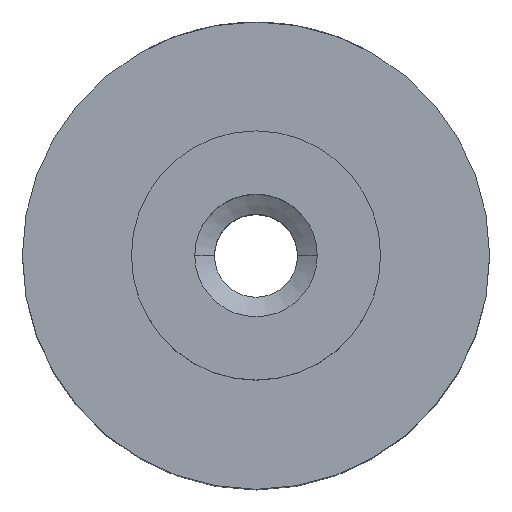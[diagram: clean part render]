
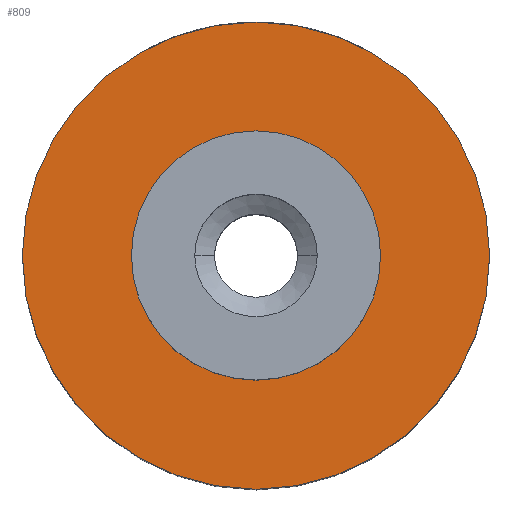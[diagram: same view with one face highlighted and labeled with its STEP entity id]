
A CAD part, top view. The second image highlights one B-rep face of the part: STEP entity #809.
In plain terms, the highlighted planar face has unit normal (0, 0, 1).
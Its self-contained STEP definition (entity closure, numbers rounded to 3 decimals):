
#1 = DIRECTION ( 'NONE',  ( 0., 0., -1. ) ) ;
#45 = AXIS2_PLACEMENT_3D ( 'NONE', #794, #946, #693 ) ;
#74 = FACE_OUTER_BOUND ( 'NONE', #804, .T. ) ;
#78 = AXIS2_PLACEMENT_3D ( 'NONE', #625, #1, #801 ) ;
#94 = DIRECTION ( 'NONE',  ( 0., 0., -1. ) ) ;
#110 = ORIENTED_EDGE ( 'NONE', *, *, #789, .F. ) ;
#172 = CIRCLE ( 'NONE', #729, 22.5 ) ;
#176 = ORIENTED_EDGE ( 'NONE', *, *, #452, .F. ) ;
#182 = DIRECTION ( 'NONE',  ( 0., 0., -1. ) ) ;
#188 = EDGE_CURVE ( 'NONE', #367, #954, #1012, .T. ) ;
#263 = PLANE ( 'NONE',  #45 ) ;
#324 = CARTESIAN_POINT ( 'NONE',  ( 0., 0., 20. ) ) ;
#325 = CARTESIAN_POINT ( 'NONE',  ( -22.5, 0., 20. ) ) ;
#331 = ORIENTED_EDGE ( 'NONE', *, *, #774, .T. ) ;
#332 = CARTESIAN_POINT ( 'NONE',  ( 0., 0., 20. ) ) ;
#367 = VERTEX_POINT ( 'NONE', #523 ) ;
#401 = CARTESIAN_POINT ( 'NONE',  ( 0., 0., 20. ) ) ;
#404 = DIRECTION ( 'NONE',  ( 0., 0., -1. ) ) ;
#452 = EDGE_CURVE ( 'NONE', #495, #745, #172, .T. ) ;
#490 = CIRCLE ( 'NONE', #650, 12. ) ;
#495 = VERTEX_POINT ( 'NONE', #325 ) ;
#515 = ORIENTED_EDGE ( 'NONE', *, *, #188, .T. ) ;
#520 = CARTESIAN_POINT ( 'NONE',  ( 12., 0., 20. ) ) ;
#523 = CARTESIAN_POINT ( 'NONE',  ( -12., 0., 20. ) ) ;
#529 = EDGE_LOOP ( 'NONE', ( #331, #515 ) ) ;
#537 = DIRECTION ( 'NONE',  ( -1., 0., 0. ) ) ;
#623 = FACE_BOUND ( 'NONE', #529, .T. ) ;
#625 = CARTESIAN_POINT ( 'NONE',  ( 0., 0., 20. ) ) ;
#632 = CIRCLE ( 'NONE', #751, 22.5 ) ;
#633 = DIRECTION ( 'NONE',  ( -1., 0., 0. ) ) ;
#650 = AXIS2_PLACEMENT_3D ( 'NONE', #324, #404, #537 ) ;
#693 = DIRECTION ( 'NONE',  ( -1., 0., 0. ) ) ;
#729 = AXIS2_PLACEMENT_3D ( 'NONE', #401, #94, #942 ) ;
#745 = VERTEX_POINT ( 'NONE', #950 ) ;
#751 = AXIS2_PLACEMENT_3D ( 'NONE', #332, #182, #633 ) ;
#774 = EDGE_CURVE ( 'NONE', #954, #367, #490, .T. ) ;
#789 = EDGE_CURVE ( 'NONE', #745, #495, #632, .T. ) ;
#794 = CARTESIAN_POINT ( 'NONE',  ( 0., 0., 20. ) ) ;
#801 = DIRECTION ( 'NONE',  ( -1., 0., 0. ) ) ;
#804 = EDGE_LOOP ( 'NONE', ( #110, #176 ) ) ;
#809 = ADVANCED_FACE ( 'NONE', ( #74, #623 ), #263, .T. ) ;
#942 = DIRECTION ( 'NONE',  ( -1., 0., 0. ) ) ;
#946 = DIRECTION ( 'NONE',  ( 0., 0., 1. ) ) ;
#950 = CARTESIAN_POINT ( 'NONE',  ( 22.5, 0., 20. ) ) ;
#954 = VERTEX_POINT ( 'NONE', #520 ) ;
#1012 = CIRCLE ( 'NONE', #78, 12. ) ;
